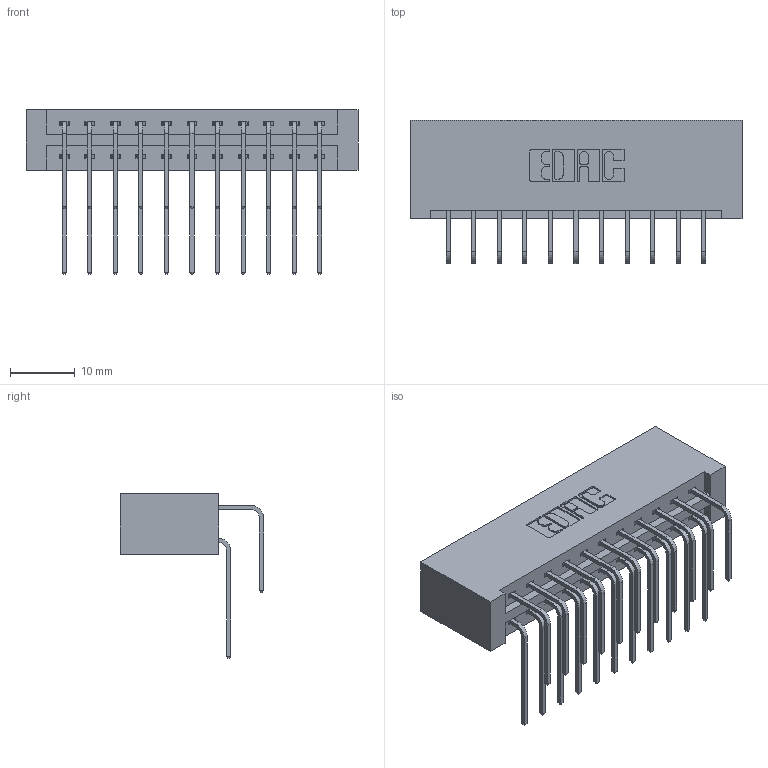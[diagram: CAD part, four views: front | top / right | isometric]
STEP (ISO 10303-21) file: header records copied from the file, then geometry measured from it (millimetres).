
FILE_DESCRIPTION (( 'STEP AP203' ), '1' );
FILE_NAME ('337-022-558-201.STEP', '2018-08-05T15:18:33', ( '' ), ( '' ), 'SwSTEP 2.0', 'SolidWorks 2016', '' );
FILE_SCHEMA (( 'CONFIG_CONTROL_DESIGN' ));
Length unit declared in the file: inch
Products named in the file (4): 337 Part_No Mounting Lugs; 345-292-001_558 559 Tail - 1; 345-292-001_558 Tail - 2; 337-022-558-201
Assembly tree (23 placements, depth 2):
  337-022-558-201
    337 Part_No Mounting Lugs
    345-292-001_558 559 Tail - 1  x11
    345-292-001_558 Tail - 2  x11
Bounding box: 51.46 x 22.17 x 25.53 mm (x, y, z)
Volume: 5898.3 mm3; surface area: 7060.3 mm2
Topology: 23 solids, 23 shells, 1338 faces, 3961 edges, 2610 vertices
Faces by surface type: plane 946, cylinder 392
Entity records: 14045 total; most frequent: CARTESIAN_POINT 2437, ORIENTED_EDGE 2322, DIRECTION 2105, EDGE_CURVE 1161, LINE 1001, VECTOR 1001, VERTEX_POINT 770, AXIS2_PLACEMENT_3D 552
